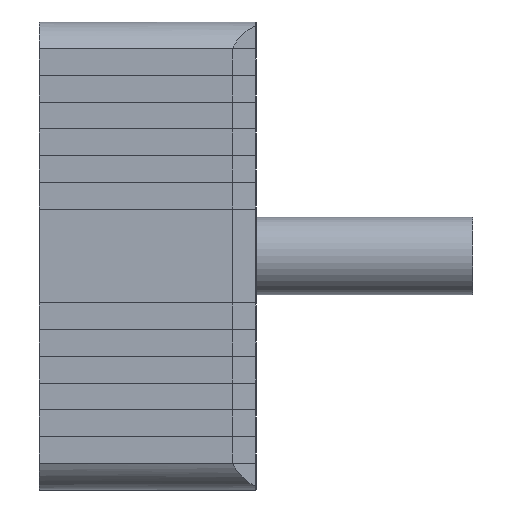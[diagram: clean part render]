
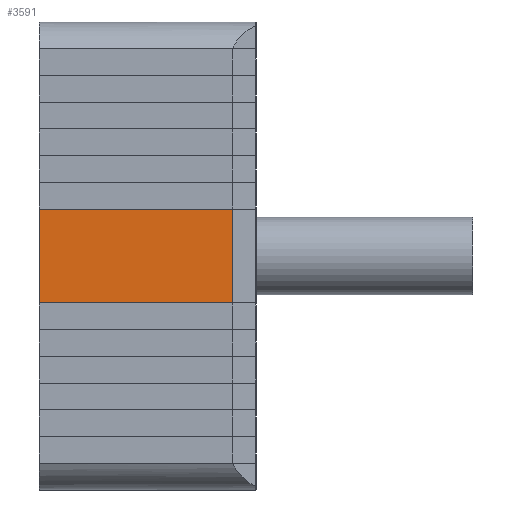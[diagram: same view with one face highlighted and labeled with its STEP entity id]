
A CAD part, left-side view. The second image highlights one B-rep face of the part: STEP entity #3591.
In plain terms, the highlighted face is planar.
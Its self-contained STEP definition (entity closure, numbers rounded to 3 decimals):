
#409 = FACE_OUTER_BOUND ( 'NONE', #964, .T. ) ;
#495 = EDGE_CURVE ( 'NONE', #1420, #817, #1102, .T. ) ;
#709 = VECTOR ( 'NONE', #2184, 1000. ) ;
#817 = VERTEX_POINT ( 'NONE', #2779 ) ;
#870 = DIRECTION ( 'NONE',  ( 0., -1., 0. ) ) ;
#964 = EDGE_LOOP ( 'NONE', ( #1049, #1187, #3994, #3990 ) ) ;
#1049 = ORIENTED_EDGE ( 'NONE', *, *, #1870, .T. ) ;
#1102 = LINE ( 'NONE', #2156, #3390 ) ;
#1127 = CARTESIAN_POINT ( 'NONE',  ( 2.6, 0., -10. ) ) ;
#1187 = ORIENTED_EDGE ( 'NONE', *, *, #2556, .T. ) ;
#1379 = VECTOR ( 'NONE', #870, 1000. ) ;
#1420 = VERTEX_POINT ( 'NONE', #3891 ) ;
#1643 = CARTESIAN_POINT ( 'NONE',  ( 2.6, -4.2, -10. ) ) ;
#1870 = EDGE_CURVE ( 'NONE', #4258, #3080, #4452, .T. ) ;
#2156 = CARTESIAN_POINT ( 'NONE',  ( -2.6, 0., -10. ) ) ;
#2184 = DIRECTION ( 'NONE',  ( -1., 0., 0. ) ) ;
#2188 = CARTESIAN_POINT ( 'NONE',  ( 2.6, 6.5, -10. ) ) ;
#2530 = LINE ( 'NONE', #3107, #709 ) ;
#2556 = EDGE_CURVE ( 'NONE', #3080, #817, #3437, .T. ) ;
#2609 = CARTESIAN_POINT ( 'NONE',  ( 2.6, -4.2, -10. ) ) ;
#2661 = CARTESIAN_POINT ( 'NONE',  ( 2.6, 0., -10. ) ) ;
#2779 = CARTESIAN_POINT ( 'NONE',  ( -2.6, -4.2, -10. ) ) ;
#3080 = VERTEX_POINT ( 'NONE', #2609 ) ;
#3107 = CARTESIAN_POINT ( 'NONE',  ( 2.6, 6.5, -10. ) ) ;
#3274 = PLANE ( 'NONE',  #3388 ) ;
#3388 = AXIS2_PLACEMENT_3D ( 'NONE', #1127, #4004, #3532 ) ;
#3390 = VECTOR ( 'NONE', #3886, 1000. ) ;
#3437 = LINE ( 'NONE', #1643, #4168 ) ;
#3532 = DIRECTION ( 'NONE',  ( -1., 0., 0. ) ) ;
#3591 = ADVANCED_FACE ( 'NONE', ( #409 ), #3274, .T. ) ;
#3886 = DIRECTION ( 'NONE',  ( 0., -1., 0. ) ) ;
#3891 = CARTESIAN_POINT ( 'NONE',  ( -2.6, 6.5, -10. ) ) ;
#3990 = ORIENTED_EDGE ( 'NONE', *, *, #4582, .F. ) ;
#3994 = ORIENTED_EDGE ( 'NONE', *, *, #495, .F. ) ;
#4004 = DIRECTION ( 'NONE',  ( 0., 0., -1. ) ) ;
#4168 = VECTOR ( 'NONE', #4543, 1000. ) ;
#4258 = VERTEX_POINT ( 'NONE', #2188 ) ;
#4452 = LINE ( 'NONE', #2661, #1379 ) ;
#4543 = DIRECTION ( 'NONE',  ( -1., 0., 0. ) ) ;
#4582 = EDGE_CURVE ( 'NONE', #4258, #1420, #2530, .T. ) ;
